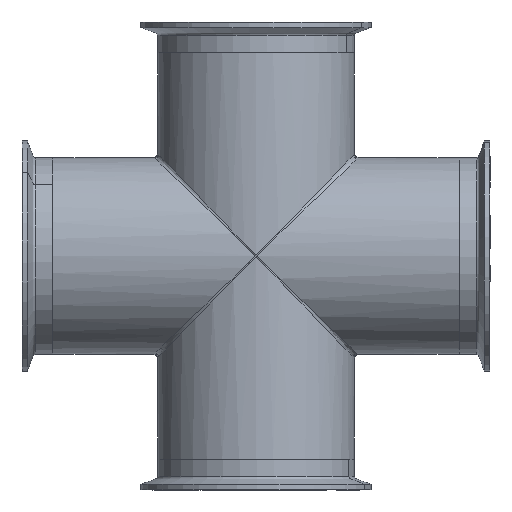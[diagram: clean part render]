
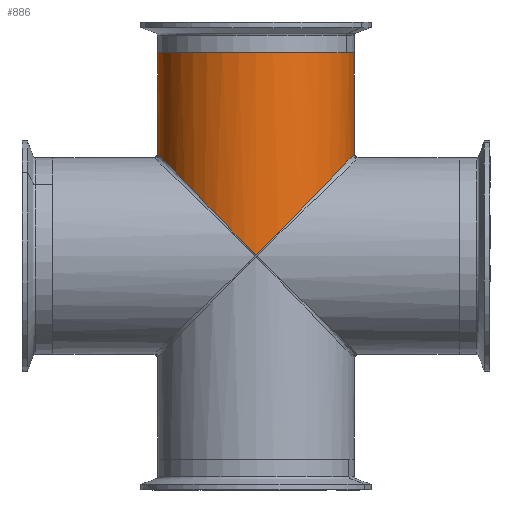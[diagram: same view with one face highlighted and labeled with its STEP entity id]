
A CAD part, front view. The second image highlights one B-rep face of the part: STEP entity #886.
In plain terms, the highlighted cylindrical face has radius 50.8 mm (diameter 101.6 mm), a partial arc.
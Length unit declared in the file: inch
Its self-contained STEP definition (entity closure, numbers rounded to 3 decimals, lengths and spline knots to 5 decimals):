
#29 = AXIS2_PLACEMENT_3D ( 'NONE', #1616, #498, #847 ) ;
#39 = EDGE_CURVE ( 'NONE', #2179, #547, #363, .T. ) ;
#66 = CARTESIAN_POINT ( 'NONE',  ( 0., 0., 4.12598 ) ) ;
#81 = ORIENTED_EDGE ( 'NONE', *, *, #39, .T. ) ;
#133 = CYLINDRICAL_SURFACE ( 'NONE', #29, 2. ) ;
#274 = VERTEX_POINT ( 'NONE', #2096 ) ;
#283 = CARTESIAN_POINT ( 'NONE',  ( 0., -2., 0. ) ) ;
#363 =( BOUNDED_CURVE ( )  B_SPLINE_CURVE ( 3, ( #1134, #978, #1561, #2139 ),
 .UNSPECIFIED., .F., .T. ) 
 B_SPLINE_CURVE_WITH_KNOTS ( ( 4, 4 ),
 ( 0., 1.5708 ),
 .UNSPECIFIED. ) 
 CURVE ( )  GEOMETRIC_REPRESENTATION_ITEM ( )  RATIONAL_B_SPLINE_CURVE ( ( 1., 0.805, 0.805, 1. ) ) 
 REPRESENTATION_ITEM ( '' )  );
#480 = ORIENTED_EDGE ( 'NONE', *, *, #914, .T. ) ;
#498 = DIRECTION ( 'NONE',  ( 0., 0., -1. ) ) ;
#544 = VERTEX_POINT ( 'NONE', #1517 ) ;
#547 = VERTEX_POINT ( 'NONE', #1330 ) ;
#740 = CARTESIAN_POINT ( 'NONE',  ( 2., 0., 4.12598 ) ) ;
#772 = AXIS2_PLACEMENT_3D ( 'NONE', #66, #2104, #1343 ) ;
#847 = DIRECTION ( 'NONE',  ( -1., 0., 0. ) ) ;
#867 = DIRECTION ( 'NONE',  ( 0., 0., -1. ) ) ;
#886 = ADVANCED_FACE ( 'NONE', ( #2420 ), #133, .T. ) ;
#914 = EDGE_CURVE ( 'NONE', #2069, #2179, #1567, .T. ) ;
#945 = DIRECTION ( 'NONE',  ( 0., 0., -1. ) ) ;
#978 = CARTESIAN_POINT ( 'NONE',  ( -2., -1.17157, 2.07874 ) ) ;
#998 = EDGE_LOOP ( 'NONE', ( #2370, #1350, #480, #81, #2267 ) ) ;
#999 = CARTESIAN_POINT ( 'NONE',  ( 2., 0., 2.07874 ) ) ;
#1021 = CARTESIAN_POINT ( 'NONE',  ( 1.17157, -2., 1.2177 ) ) ;
#1031 = VECTOR ( 'NONE', #945, 39.37008 ) ;
#1096 = LINE ( 'NONE', #740, #1031 ) ;
#1134 = CARTESIAN_POINT ( 'NONE',  ( -2., 0., 2.07874 ) ) ;
#1186 = VECTOR ( 'NONE', #867, 39.37008 ) ;
#1203 = EDGE_CURVE ( 'NONE', #2069, #274, #2002, .T. ) ;
#1210 =( BOUNDED_CURVE ( )  B_SPLINE_CURVE ( 3, ( #283, #1021, #1768, #999 ),
 .UNSPECIFIED., .F., .F. ) 
 B_SPLINE_CURVE_WITH_KNOTS ( ( 4, 4 ),
 ( 1.5708, 3.14159 ),
 .UNSPECIFIED. ) 
 CURVE ( )  GEOMETRIC_REPRESENTATION_ITEM ( )  RATIONAL_B_SPLINE_CURVE ( ( 1., 0.805, 0.805, 1. ) ) 
 REPRESENTATION_ITEM ( '' )  );
#1330 = CARTESIAN_POINT ( 'NONE',  ( 0., -2., 0. ) ) ;
#1343 = DIRECTION ( 'NONE',  ( 1., 0., 0. ) ) ;
#1350 = ORIENTED_EDGE ( 'NONE', *, *, #1203, .F. ) ;
#1488 = EDGE_CURVE ( 'NONE', #547, #544, #1210, .T. ) ;
#1517 = CARTESIAN_POINT ( 'NONE',  ( 2., 0., 2.07874 ) ) ;
#1561 = CARTESIAN_POINT ( 'NONE',  ( -1.17157, -2., 1.2177 ) ) ;
#1567 = LINE ( 'NONE', #2169, #1186 ) ;
#1616 = CARTESIAN_POINT ( 'NONE',  ( 0., 0., 4.12598 ) ) ;
#1768 = CARTESIAN_POINT ( 'NONE',  ( 2., -1.17157, 2.07874 ) ) ;
#1916 = EDGE_CURVE ( 'NONE', #274, #544, #1096, .T. ) ;
#2002 = CIRCLE ( 'NONE', #772, 2. ) ;
#2069 = VERTEX_POINT ( 'NONE', #2184 ) ;
#2096 = CARTESIAN_POINT ( 'NONE',  ( 2., 0., 4.12598 ) ) ;
#2104 = DIRECTION ( 'NONE',  ( 0., 0., 1. ) ) ;
#2139 = CARTESIAN_POINT ( 'NONE',  ( 0., -2., 0. ) ) ;
#2169 = CARTESIAN_POINT ( 'NONE',  ( -2., 0., 4.12598 ) ) ;
#2179 = VERTEX_POINT ( 'NONE', #2242 ) ;
#2184 = CARTESIAN_POINT ( 'NONE',  ( -2., 0., 4.12598 ) ) ;
#2242 = CARTESIAN_POINT ( 'NONE',  ( -2., 0., 2.07874 ) ) ;
#2267 = ORIENTED_EDGE ( 'NONE', *, *, #1488, .T. ) ;
#2370 = ORIENTED_EDGE ( 'NONE', *, *, #1916, .F. ) ;
#2420 = FACE_OUTER_BOUND ( 'NONE', #998, .T. ) ;
